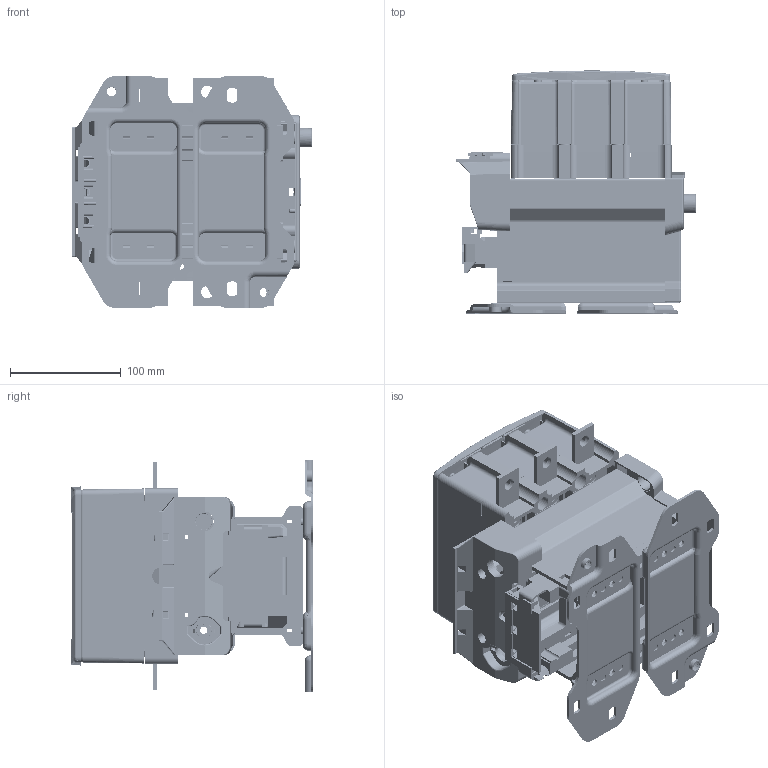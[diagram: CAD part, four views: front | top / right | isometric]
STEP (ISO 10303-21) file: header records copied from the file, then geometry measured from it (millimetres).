
FILE_DESCRIPTION((''),'2;1');
FILE_NAME('CDC6-400_ASM','2022-03-02T',('kejia.li'),(''),'PRO/ENGINEER BY PARAMETRIC TECHNOLOGY CORPORATION, 2015440','PRO/ENGINEER BY PARAMETRIC TECHNOLOGY CORPORATION, 2015440','');
FILE_SCHEMA(('CONFIG_CONTROL_DESIGN'));
Products named in the file (14): CDC6-400_1; CDC6-400_2; CDC6-400_3; CDC6-400_4; CDC6-400_5; CDC6-400_6; CDC6-400_7; CDC6-400_8; CDC6-400_9; CDC6-400_10; CDC6-400_11; CDC6-400_12; ASM0003_ASM; CDC6-400_ASM
Assembly tree (20 placements, depth 3):
  CDC6-400_ASM
    ASM0003_ASM
      CDC6-400_1
      CDC6-400_2  x6
      CDC6-400_3
      CDC6-400_4
      CDC6-400_5  x2
      CDC6-400_6
      CDC6-400_7
      CDC6-400_8  x2
      CDC6-400_9
      CDC6-400_10
      CDC6-400_11
      CDC6-400_12
Bounding box: 216.5 x 219.19 x 209 mm (x, y, z)
Volume: 1476361.3 mm3; surface area: 782842.9 mm2
Topology: 19 solids, 19 shells, 5483 faces, 15812 edges, 10496 vertices
Faces by surface type: plane 3351, cylinder 1729, bspline 170, torus 162, cone 46, sphere 22, extrusion 3
Entity records: 167896 total; most frequent: CARTESIAN_POINT 39812, ORIENTED_EDGE 27838, DIRECTION 25329, EDGE_CURVE 13919, VECTOR 9801, LINE 9798, VERTEX_POINT 9273, AXIS2_PLACEMENT_3D 7764
